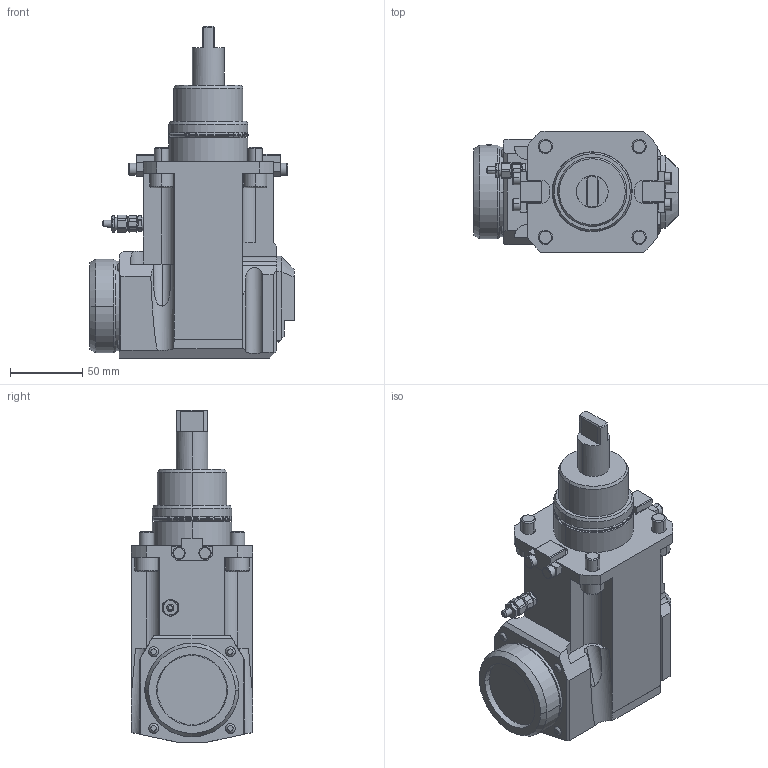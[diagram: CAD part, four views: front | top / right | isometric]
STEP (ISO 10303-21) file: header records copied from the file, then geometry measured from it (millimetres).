
FILE_DESCRIPTION(('HOOPS Exchange Step'),'2;1');
FILE_NAME('Modelcomposition.stp','2024-06-20T14:43:27+00:00',('toolarena-modelservice-ewspro'),('Unknown organisation'),'HOOPS Exchange 2021.2','HOOPS Exchange','Unknown authorisation');
FILE_SCHEMA( ('AP242_MANAGED_MODEL_BASED_3D_ENGINEERING_MIM_LF {1 0 10303 442 1 1 4 }') );
Length unit declared in the file: millimetre
Products named in the file (1): EWS_230728_DIN4003
Bounding box: 141.5 x 84 x 230 mm (x, y, z)
Volume: 1171899.8 mm3; surface area: 91823.2 mm2
Topology: 1 solids, 1 shells, 369 faces, 936 edges, 606 vertices
Faces by surface type: plane 188, cylinder 107, cone 50, torus 20, bspline 4
Entity records: 11564 total; most frequent: CARTESIAN_POINT 2492, DIRECTION 1951, ORIENTED_EDGE 1872, EDGE_CURVE 936, AXIS2_PLACEMENT_3D 720, VERTEX_POINT 606, VECTOR 511, LINE 511
